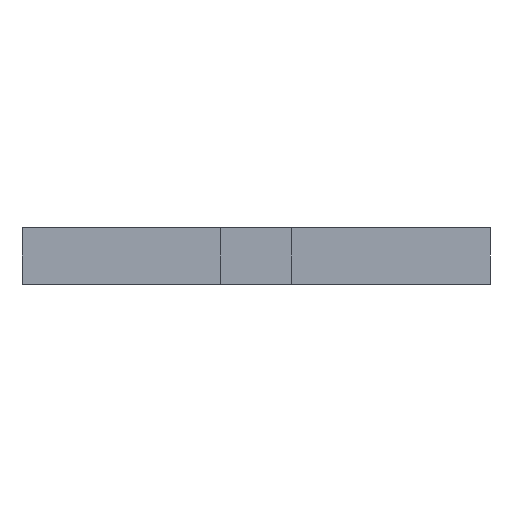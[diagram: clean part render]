
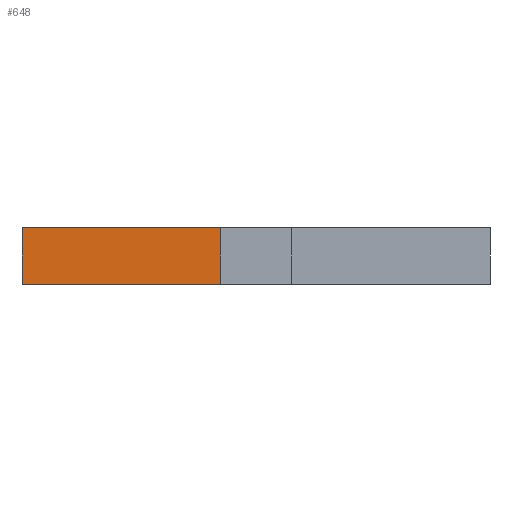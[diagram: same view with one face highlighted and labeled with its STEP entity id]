
A CAD part, left-side view. The second image highlights one B-rep face of the part: STEP entity #648.
In plain terms, the highlighted planar face has unit normal (-1, 0, 0).
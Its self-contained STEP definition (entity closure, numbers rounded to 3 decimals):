
#35 = ORIENTED_EDGE ( 'NONE', *, *, #305, .T. ) ;
#49 = EDGE_CURVE ( 'NONE', #130, #518, #928, .T. ) ;
#59 = AXIS2_PLACEMENT_3D ( 'NONE', #847, #64, #702 ) ;
#64 = DIRECTION ( 'NONE',  ( 1., 0., 0. ) ) ;
#95 = VERTEX_POINT ( 'NONE', #599 ) ;
#115 = VECTOR ( 'NONE', #994, 1000. ) ;
#118 = LINE ( 'NONE', #655, #924 ) ;
#130 = VERTEX_POINT ( 'NONE', #764 ) ;
#142 = DIRECTION ( 'NONE',  ( 0., 1., 0. ) ) ;
#240 = EDGE_LOOP ( 'NONE', ( #898, #492, #624, #35 ) ) ;
#305 = EDGE_CURVE ( 'NONE', #130, #95, #118, .T. ) ;
#371 = VERTEX_POINT ( 'NONE', #479 ) ;
#380 = LINE ( 'NONE', #1078, #115 ) ;
#428 = EDGE_CURVE ( 'NONE', #95, #371, #380, .T. ) ;
#479 = CARTESIAN_POINT ( 'NONE',  ( 0., 29., 4. ) ) ;
#492 = ORIENTED_EDGE ( 'NONE', *, *, #1036, .F. ) ;
#500 = PLANE ( 'NONE',  #59 ) ;
#518 = VERTEX_POINT ( 'NONE', #805 ) ;
#546 = LINE ( 'NONE', #792, #1089 ) ;
#599 = CARTESIAN_POINT ( 'NONE',  ( 0., 15., 4. ) ) ;
#624 = ORIENTED_EDGE ( 'NONE', *, *, #49, .F. ) ;
#630 = DIRECTION ( 'NONE',  ( 0., 0., 1. ) ) ;
#648 = ADVANCED_FACE ( 'NONE', ( #937 ), #500, .F. ) ;
#655 = CARTESIAN_POINT ( 'NONE',  ( 0., 15., 0. ) ) ;
#702 = DIRECTION ( 'NONE',  ( 0., 0., -1. ) ) ;
#764 = CARTESIAN_POINT ( 'NONE',  ( 0., 15., 0. ) ) ;
#792 = CARTESIAN_POINT ( 'NONE',  ( 0., 29., 0. ) ) ;
#805 = CARTESIAN_POINT ( 'NONE',  ( 0., 29., 0. ) ) ;
#813 = DIRECTION ( 'NONE',  ( 0., 0., 1. ) ) ;
#841 = CARTESIAN_POINT ( 'NONE',  ( 0., 15., 0. ) ) ;
#847 = CARTESIAN_POINT ( 'NONE',  ( 0., 15., 0. ) ) ;
#898 = ORIENTED_EDGE ( 'NONE', *, *, #428, .T. ) ;
#924 = VECTOR ( 'NONE', #813, 1000. ) ;
#928 = LINE ( 'NONE', #841, #986 ) ;
#937 = FACE_OUTER_BOUND ( 'NONE', #240, .T. ) ;
#986 = VECTOR ( 'NONE', #142, 1000. ) ;
#994 = DIRECTION ( 'NONE',  ( 0., 1., 0. ) ) ;
#1036 = EDGE_CURVE ( 'NONE', #518, #371, #546, .T. ) ;
#1078 = CARTESIAN_POINT ( 'NONE',  ( 0., 15., 4. ) ) ;
#1089 = VECTOR ( 'NONE', #630, 1000. ) ;
